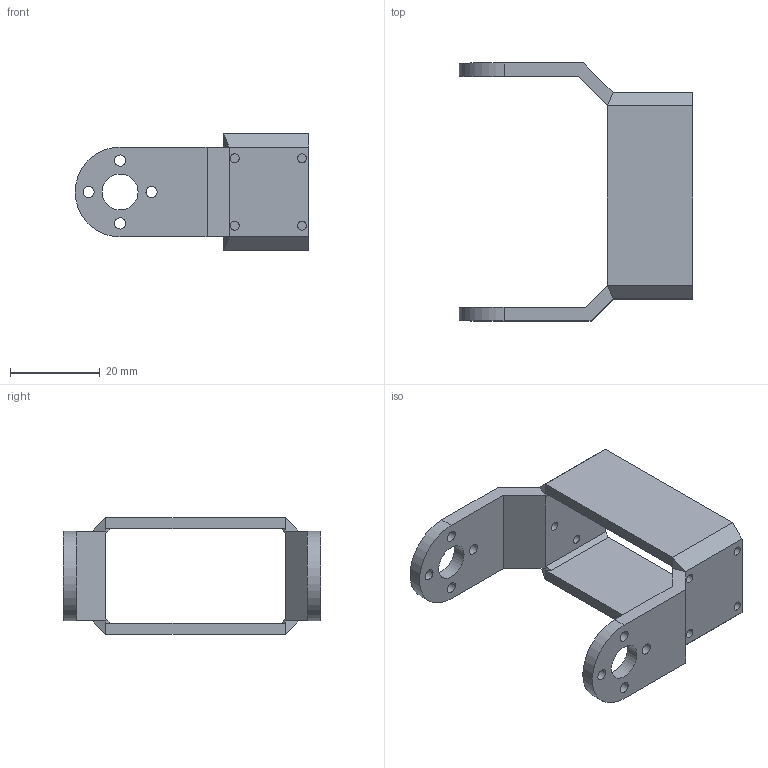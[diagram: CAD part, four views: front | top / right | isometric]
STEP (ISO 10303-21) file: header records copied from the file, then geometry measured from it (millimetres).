
FILE_DESCRIPTION(/* description */ (''),/* implementation_level */ '2;1');
FILE_NAME(/* name */ 'I v3.step',/* time_stamp */ '2022-01-21T19:19:39+08:00',/* author */ (''),/* organization */ (''),/* preprocessor_version */ 'ST-DEVELOPER v18.1',/* originating_system */ 'Autodesk Translation Framework v10.10.0.1391',/* authorisation */ '');
FILE_SCHEMA (('AUTOMOTIVE_DESIGN { 1 0 10303 214 3 1 1 }'));
Length unit declared in the file: millimetre
Products named in the file (1): I
Bounding box: 52 x 57.4 x 26 mm (x, y, z)
Volume: 9952.5 mm3; surface area: 8731.9 mm2
Topology: 1 solids, 1 shells, 54 faces, 143 edges, 90 vertices
Faces by surface type: plane 35, cylinder 19
Full cylindrical faces by diameter (mm): 1.98 x1, 2 x6, 2.5 x8, 8 x2
Entity records: 1751 total; most frequent: DIRECTION 291, CARTESIAN_POINT 288, ORIENTED_EDGE 286, EDGE_CURVE 143, LINE 105, VECTOR 105, AXIS2_PLACEMENT_3D 93, VERTEX_POINT 90
